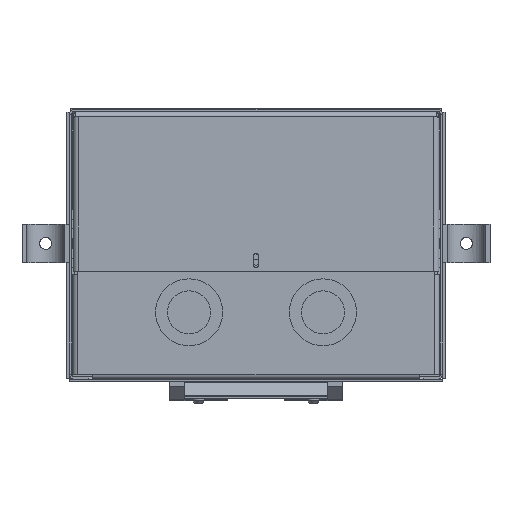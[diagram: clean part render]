
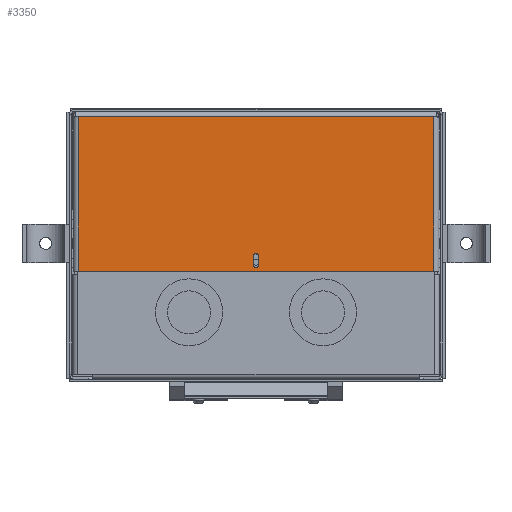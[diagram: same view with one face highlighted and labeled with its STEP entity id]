
A CAD part, front view. The second image highlights one B-rep face of the part: STEP entity #3350.
In plain terms, the highlighted planar face has unit normal (0, -1, 0).
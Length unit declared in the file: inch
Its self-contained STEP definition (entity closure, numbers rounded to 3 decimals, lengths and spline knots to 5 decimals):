
#62 = DIRECTION ( 'NONE',  ( 0., -1., 0. ) ) ;
#63 = CARTESIAN_POINT ( 'NONE',  ( 0., -0.923, -4.00713 ) ) ;
#233 = CARTESIAN_POINT ( 'NONE',  ( 0.07812, -0.923, -3.78838 ) ) ;
#311 = DIRECTION ( 'NONE',  ( 0., 0., -1. ) ) ;
#613 = CARTESIAN_POINT ( 'NONE',  ( 4.646, -0.923, -0.1348 ) ) ;
#733 = DIRECTION ( 'NONE',  ( 0., 0., 1. ) ) ;
#1062 = VERTEX_POINT ( 'NONE', #613 ) ;
#1302 = EDGE_CURVE ( 'NONE', #13619, #14171, #17468, .T. ) ;
#1387 = EDGE_CURVE ( 'NONE', #14058, #14426, #12281, .T. ) ;
#1489 = EDGE_CURVE ( 'NONE', #14171, #14149, #18715, .T. ) ;
#1668 = EDGE_CURVE ( 'NONE', #14000, #13719, #13361, .T. ) ;
#1974 = EDGE_CURVE ( 'NONE', #14426, #13619, #3697, .T. ) ;
#2095 = EDGE_CURVE ( 'NONE', #14000, #1062, #8208, .T. ) ;
#2187 = EDGE_CURVE ( 'NONE', #1062, #14061, #7352, .T. ) ;
#2222 = EDGE_CURVE ( 'NONE', #14061, #13719, #7439, .T. ) ;
#2530 = EDGE_CURVE ( 'NONE', #14149, #14058, #8209, .T. ) ;
#3350 = ADVANCED_FACE ( 'NONE', ( #9557, #9545 ), #15435, .T. ) ;
#3697 = CIRCLE ( 'NONE', #10709, 0.07813 ) ;
#4241 = CARTESIAN_POINT ( 'NONE',  ( -0.07813, -0.923, -3.78838 ) ) ;
#4773 = DIRECTION ( 'NONE',  ( 0., 0., -1. ) ) ;
#7352 = LINE ( 'NONE', #13303, #7760 ) ;
#7439 = LINE ( 'NONE', #13208, #7552 ) ;
#7552 = VECTOR ( 'NONE', #13184, 39.37008 ) ;
#7760 = VECTOR ( 'NONE', #13304, 39.37008 ) ;
#8143 = VECTOR ( 'NONE', #10411, 39.37008 ) ;
#8208 = LINE ( 'NONE', #10370, #8143 ) ;
#8209 = LINE ( 'NONE', #4241, #8399 ) ;
#8399 = VECTOR ( 'NONE', #4773, 39.37008 ) ;
#9545 = FACE_OUTER_BOUND ( 'NONE', #13427, .T. ) ;
#9557 = FACE_BOUND ( 'NONE', #13460, .T. ) ;
#9983 = DIRECTION ( 'NONE',  ( 0., -1., 0. ) ) ;
#10209 = CARTESIAN_POINT ( 'NONE',  ( 0., -0.923, -4.00713 ) ) ;
#10370 = CARTESIAN_POINT ( 'NONE',  ( 4.646, -0.923, -4.179 ) ) ;
#10411 = DIRECTION ( 'NONE',  ( 0., 0., 1. ) ) ;
#10626 = DIRECTION ( 'NONE',  ( 0., 0., -1. ) ) ;
#10709 = AXIS2_PLACEMENT_3D ( 'NONE', #10209, #9983, #10626 ) ;
#11176 = AXIS2_PLACEMENT_3D ( 'NONE', #16695, #16851, #17249 ) ;
#11294 = ORIENTED_EDGE ( 'NONE', *, *, #1974, .F. ) ;
#11427 = AXIS2_PLACEMENT_3D ( 'NONE', #63, #62, #311 ) ;
#11466 = ORIENTED_EDGE ( 'NONE', *, *, #1668, .F. ) ;
#11548 = ORIENTED_EDGE ( 'NONE', *, *, #2095, .T. ) ;
#11550 = ORIENTED_EDGE ( 'NONE', *, *, #1489, .F. ) ;
#11653 = ORIENTED_EDGE ( 'NONE', *, *, #2530, .F. ) ;
#11704 = ORIENTED_EDGE ( 'NONE', *, *, #2222, .T. ) ;
#11783 = ORIENTED_EDGE ( 'NONE', *, *, #1302, .F. ) ;
#11943 = ORIENTED_EDGE ( 'NONE', *, *, #1387, .F. ) ;
#11994 = ORIENTED_EDGE ( 'NONE', *, *, #2187, .T. ) ;
#12016 = AXIS2_PLACEMENT_3D ( 'NONE', #18097, #18013, #17987 ) ;
#12281 = CIRCLE ( 'NONE', #11427, 0.07813 ) ;
#13184 = DIRECTION ( 'NONE',  ( 0., 0., -1. ) ) ;
#13208 = CARTESIAN_POINT ( 'NONE',  ( -4.646, -0.923, -0.1348 ) ) ;
#13303 = CARTESIAN_POINT ( 'NONE',  ( 0., -0.923, -0.1348 ) ) ;
#13304 = DIRECTION ( 'NONE',  ( -1., 0., 0. ) ) ;
#13327 = VECTOR ( 'NONE', #18537, 39.37008 ) ;
#13361 = LINE ( 'NONE', #18191, #13327 ) ;
#13427 = EDGE_LOOP ( 'NONE', ( #11994, #11704, #11466, #11548 ) ) ;
#13460 = EDGE_LOOP ( 'NONE', ( #11550, #11783, #11294, #11943, #11653 ) ) ;
#13619 = VERTEX_POINT ( 'NONE', #17278 ) ;
#13719 = VERTEX_POINT ( 'NONE', #15520 ) ;
#14000 = VERTEX_POINT ( 'NONE', #16394 ) ;
#14058 = VERTEX_POINT ( 'NONE', #15192 ) ;
#14061 = VERTEX_POINT ( 'NONE', #16258 ) ;
#14149 = VERTEX_POINT ( 'NONE', #15958 ) ;
#14171 = VERTEX_POINT ( 'NONE', #16219 ) ;
#14426 = VERTEX_POINT ( 'NONE', #16079 ) ;
#15192 = CARTESIAN_POINT ( 'NONE',  ( -0.07813, -0.923, -4.00713 ) ) ;
#15435 = PLANE ( 'NONE',  #11176 ) ;
#15520 = CARTESIAN_POINT ( 'NONE',  ( -4.646, -0.923, -4.179 ) ) ;
#15958 = CARTESIAN_POINT ( 'NONE',  ( -0.07813, -0.923, -3.78838 ) ) ;
#16079 = CARTESIAN_POINT ( 'NONE',  ( 0., -0.923, -4.08525 ) ) ;
#16219 = CARTESIAN_POINT ( 'NONE',  ( 0.07812, -0.923, -3.78838 ) ) ;
#16258 = CARTESIAN_POINT ( 'NONE',  ( -4.646, -0.923, -0.1348 ) ) ;
#16394 = CARTESIAN_POINT ( 'NONE',  ( 4.646, -0.923, -4.179 ) ) ;
#16695 = CARTESIAN_POINT ( 'NONE',  ( 0., -0.923, 0. ) ) ;
#16851 = DIRECTION ( 'NONE',  ( 0., -1., 0. ) ) ;
#17249 = DIRECTION ( 'NONE',  ( 0., 0., -1. ) ) ;
#17278 = CARTESIAN_POINT ( 'NONE',  ( 0.07813, -0.923, -4.00713 ) ) ;
#17468 = LINE ( 'NONE', #233, #17489 ) ;
#17489 = VECTOR ( 'NONE', #733, 39.37008 ) ;
#17987 = DIRECTION ( 'NONE',  ( 0., 0., -1. ) ) ;
#18013 = DIRECTION ( 'NONE',  ( 0., -1., 0. ) ) ;
#18097 = CARTESIAN_POINT ( 'NONE',  ( 0., -0.923, -3.78838 ) ) ;
#18191 = CARTESIAN_POINT ( 'NONE',  ( -4.721, -0.923, -4.179 ) ) ;
#18537 = DIRECTION ( 'NONE',  ( -1., 0., 0. ) ) ;
#18715 = CIRCLE ( 'NONE', #12016, 0.07812 ) ;
